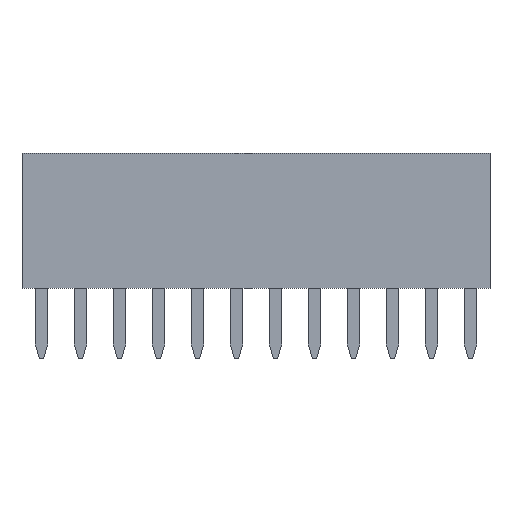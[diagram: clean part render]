
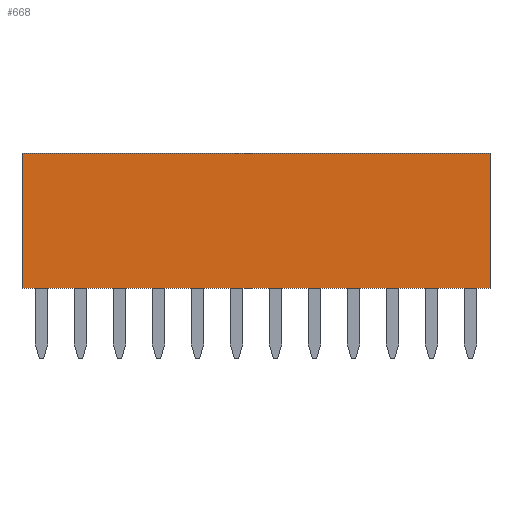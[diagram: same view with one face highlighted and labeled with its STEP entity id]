
A CAD part, front view. The second image highlights one B-rep face of the part: STEP entity #668.
In plain terms, the highlighted planar face has unit normal (0, -1, 0).
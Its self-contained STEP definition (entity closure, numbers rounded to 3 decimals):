
#668=ADVANCED_FACE('',(#7368),#7370,.T.);
#7368=FACE_BOUND('',#7369,.T.);
#7369=EDGE_LOOP('',(#12657,#12658,#12659,#12660));
#7370=PLANE('',#7371);
#7371=AXIS2_PLACEMENT_3D('',#7372,#7373,#7374);
#7372=CARTESIAN_POINT('',(-0.635,-0.9,0.));
#7373=DIRECTION('',(0.,-1.,0.));
#7374=DIRECTION('',(1.,0.,0.));
#12657=ORIENTED_EDGE('',*,*,#16380,.T.);
#12658=ORIENTED_EDGE('',*,*,#16482,.T.);
#12659=ORIENTED_EDGE('',*,*,#16483,.F.);
#12660=ORIENTED_EDGE('',*,*,#16385,.F.);
#16380=EDGE_CURVE('',#18477,#18475,#18478,.T.);
#16385=EDGE_CURVE('',#18477,#18485,#18486,.T.);
#16482=EDGE_CURVE('',#18475,#18632,#18634,.T.);
#16483=EDGE_CURVE('',#18485,#18632,#18635,.T.);
#18475=VERTEX_POINT('',#21951);
#18477=VERTEX_POINT('',#21955);
#18478=LINE('',#21956,#21957);
#18485=VERTEX_POINT('',#21973);
#18486=LINE('',#21974,#21975);
#18632=VERTEX_POINT('',#22312);
#18634=LINE('',#22316,#22317);
#18635=LINE('',#22319,#22320);
#21951=CARTESIAN_POINT('',(14.605,-0.9,0.));
#21955=CARTESIAN_POINT('',(-0.635,-0.9,0.));
#21956=CARTESIAN_POINT('',(-0.635,-0.9,0.));
#21957=VECTOR('',#21958,1.);
#21958=DIRECTION('',(1.,0.,0.));
#21973=CARTESIAN_POINT('',(-0.635,-0.9,4.4));
#21974=CARTESIAN_POINT('',(-0.635,-0.9,0.));
#21975=VECTOR('',#21976,1.);
#21976=DIRECTION('',(0.,0.,1.));
#22312=CARTESIAN_POINT('',(14.605,-0.9,4.4));
#22316=CARTESIAN_POINT('',(14.605,-0.9,0.));
#22317=VECTOR('',#22318,1.);
#22318=DIRECTION('',(0.,0.,1.));
#22319=CARTESIAN_POINT('',(-0.635,-0.9,4.4));
#22320=VECTOR('',#22321,1.);
#22321=DIRECTION('',(1.,0.,0.));
